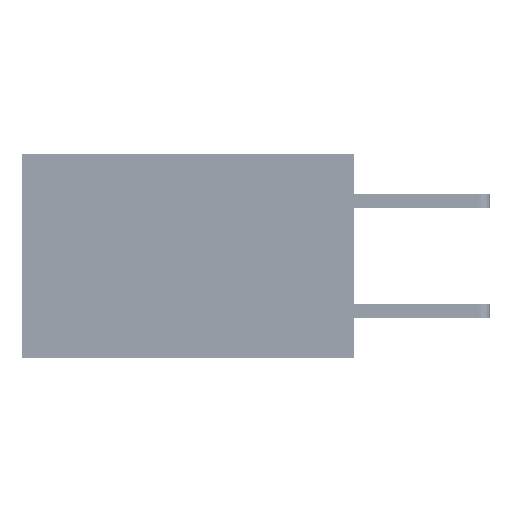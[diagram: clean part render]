
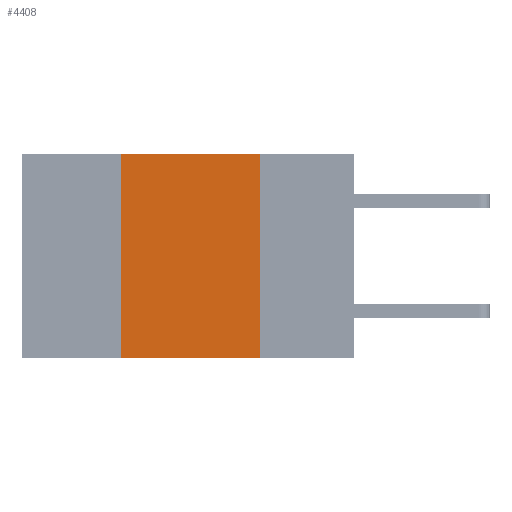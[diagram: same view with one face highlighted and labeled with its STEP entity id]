
A CAD part, left-side view. The second image highlights one B-rep face of the part: STEP entity #4408.
In plain terms, the highlighted planar face has unit normal (-1, 0, 0).
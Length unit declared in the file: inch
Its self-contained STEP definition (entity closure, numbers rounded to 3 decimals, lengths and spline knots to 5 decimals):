
#2153 = DIRECTION ( 'NONE',  ( 0., -1., 0. ) ) ;
#4130 = CARTESIAN_POINT ( 'NONE',  ( 0., 0.6, -0.37 ) ) ;
#4408 = ADVANCED_FACE ( 'NONE', ( #37208 ), #45415, .F. ) ;
#4423 = CARTESIAN_POINT ( 'NONE',  ( 0., 0.42, 0. ) ) ;
#8570 = CARTESIAN_POINT ( 'NONE',  ( 0., 0.6, 0. ) ) ;
#11694 = LINE ( 'NONE', #4423, #29054 ) ;
#13390 = VERTEX_POINT ( 'NONE', #43320 ) ;
#15945 = LINE ( 'NONE', #26826, #33736 ) ;
#16754 = EDGE_CURVE ( 'NONE', #21089, #27085, #38782, .T. ) ;
#21089 = VERTEX_POINT ( 'NONE', #33562 ) ;
#21383 = CARTESIAN_POINT ( 'NONE',  ( 0., 0.17, 0. ) ) ;
#22451 = CARTESIAN_POINT ( 'NONE',  ( 0., 0.6, 0. ) ) ;
#22687 = ORIENTED_EDGE ( 'NONE', *, *, #43817, .F. ) ;
#22967 = DIRECTION ( 'NONE',  ( 0., 0., -1. ) ) ;
#23334 = DIRECTION ( 'NONE',  ( 0., -1., 0. ) ) ;
#23452 = EDGE_LOOP ( 'NONE', ( #37271, #42465, #22687, #26494 ) ) ;
#26494 = ORIENTED_EDGE ( 'NONE', *, *, #41423, .T. ) ;
#26804 = DIRECTION ( 'NONE',  ( 1., 0., 0. ) ) ;
#26826 = CARTESIAN_POINT ( 'NONE',  ( 0., 0.17, 0. ) ) ;
#27085 = VERTEX_POINT ( 'NONE', #21383 ) ;
#29054 = VECTOR ( 'NONE', #44573, 39.37008 ) ;
#29362 = AXIS2_PLACEMENT_3D ( 'NONE', #22451, #26804, #44447 ) ;
#29881 = VERTEX_POINT ( 'NONE', #40052 ) ;
#33559 = VECTOR ( 'NONE', #2153, 39.37008 ) ;
#33562 = CARTESIAN_POINT ( 'NONE',  ( 0., 0.42, 0. ) ) ;
#33736 = VECTOR ( 'NONE', #22967, 39.37008 ) ;
#37208 = FACE_OUTER_BOUND ( 'NONE', #23452, .T. ) ;
#37271 = ORIENTED_EDGE ( 'NONE', *, *, #44469, .F. ) ;
#37749 = LINE ( 'NONE', #4130, #33559 ) ;
#38782 = LINE ( 'NONE', #8570, #44039 ) ;
#40052 = CARTESIAN_POINT ( 'NONE',  ( 0., 0.42, -0.37 ) ) ;
#41423 = EDGE_CURVE ( 'NONE', #29881, #13390, #37749, .T. ) ;
#42465 = ORIENTED_EDGE ( 'NONE', *, *, #16754, .F. ) ;
#43320 = CARTESIAN_POINT ( 'NONE',  ( 0., 0.17, -0.37 ) ) ;
#43817 = EDGE_CURVE ( 'NONE', #29881, #21089, #11694, .T. ) ;
#44039 = VECTOR ( 'NONE', #23334, 39.37008 ) ;
#44447 = DIRECTION ( 'NONE',  ( 0., 0., -1. ) ) ;
#44469 = EDGE_CURVE ( 'NONE', #27085, #13390, #15945, .T. ) ;
#44573 = DIRECTION ( 'NONE',  ( 0., 0., 1. ) ) ;
#45415 = PLANE ( 'NONE',  #29362 ) ;
